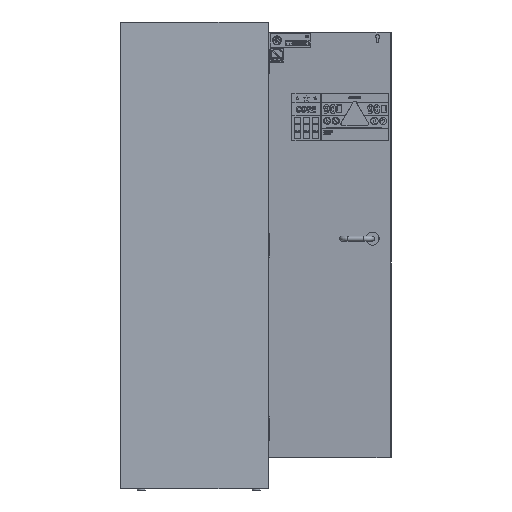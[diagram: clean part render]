
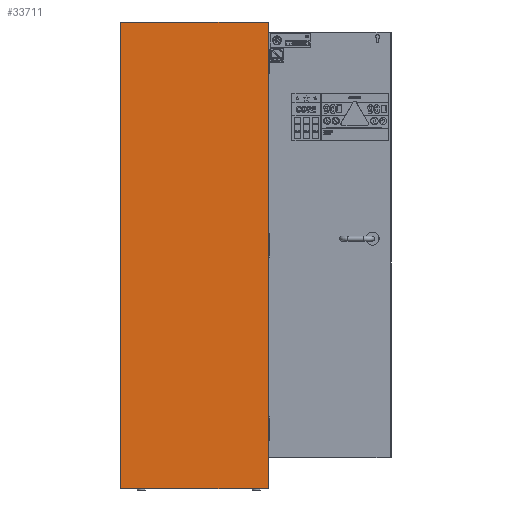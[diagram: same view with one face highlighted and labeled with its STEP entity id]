
A CAD part, left-side view. The second image highlights one B-rep face of the part: STEP entity #33711.
In plain terms, the highlighted planar face has unit normal (-1, 0, 0).
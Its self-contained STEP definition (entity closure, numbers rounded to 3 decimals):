
#2075=PLANE('',#35610);
#3695=FACE_OUTER_BOUND('',#5634,.T.);
#5634=EDGE_LOOP('',(#28887,#28888,#28889,#28890));
#8798=LINE('',#54207,#12352);
#8967=LINE('',#54604,#12521);
#8969=LINE('',#54608,#12523);
#8970=LINE('',#54609,#12524);
#12352=VECTOR('',#41886,10.);
#12521=VECTOR('',#42285,10.);
#12523=VECTOR('',#42289,10.);
#12524=VECTOR('',#42290,10.);
#16046=VERTEX_POINT('',#54204);
#16047=VERTEX_POINT('',#54206);
#16160=VERTEX_POINT('',#54603);
#16161=VERTEX_POINT('',#54607);
#20288=EDGE_CURVE('',#16046,#16047,#8798,.T.);
#20485=EDGE_CURVE('',#16047,#16160,#8967,.T.);
#20487=EDGE_CURVE('',#16161,#16046,#8969,.T.);
#20488=EDGE_CURVE('',#16160,#16161,#8970,.T.);
#28887=ORIENTED_EDGE('',*,*,#20288,.F.);
#28888=ORIENTED_EDGE('',*,*,#20487,.F.);
#28889=ORIENTED_EDGE('',*,*,#20488,.F.);
#28890=ORIENTED_EDGE('',*,*,#20485,.F.);
#33711=ADVANCED_FACE('',(#3695),#2075,.T.);
#35610=AXIS2_PLACEMENT_3D('',#54606,#42287,#42288);
#41886=DIRECTION('',(0.,0.,-1.));
#42285=DIRECTION('',(0.,1.,0.));
#42287=DIRECTION('center_axis',(-1.,0.,0.));
#42288=DIRECTION('ref_axis',(0.,-1.,0.));
#42289=DIRECTION('',(0.,-1.,0.));
#42290=DIRECTION('',(0.,0.,1.));
#54204=CARTESIAN_POINT('',(-299.88,-307.5,974.185));
#54206=CARTESIAN_POINT('',(-299.88,-307.5,-974.185));
#54207=CARTESIAN_POINT('',(-299.88,-307.5,0.));
#54603=CARTESIAN_POINT('',(-299.88,307.5,-974.185));
#54604=CARTESIAN_POINT('',(-299.88,307.5,-974.185));
#54606=CARTESIAN_POINT('Origin',(-299.88,307.5,0.));
#54607=CARTESIAN_POINT('',(-299.88,307.5,974.185));
#54608=CARTESIAN_POINT('',(-299.88,307.5,974.185));
#54609=CARTESIAN_POINT('',(-299.88,307.5,0.));
